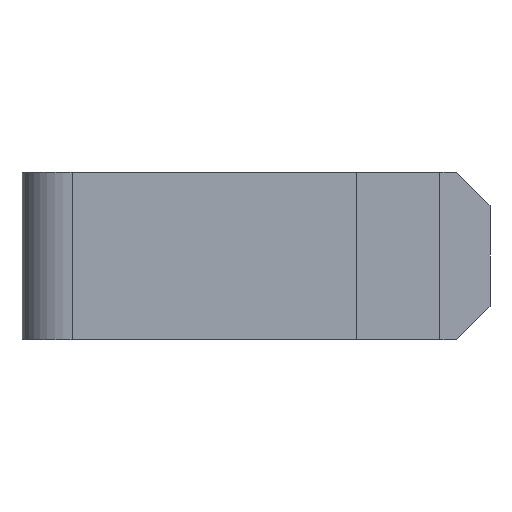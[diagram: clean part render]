
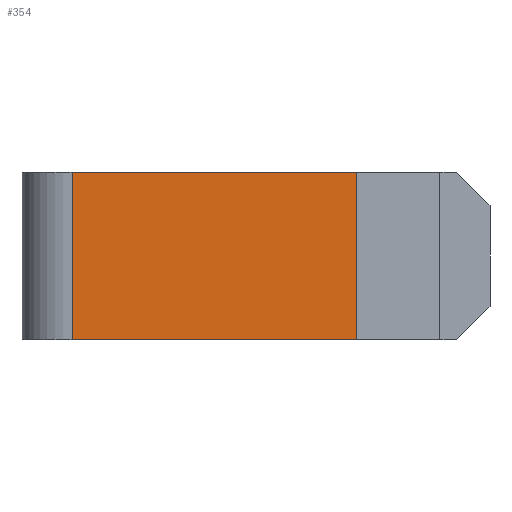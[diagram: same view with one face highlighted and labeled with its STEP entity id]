
A CAD part, left-side view. The second image highlights one B-rep face of the part: STEP entity #354.
In plain terms, the highlighted planar face has unit normal (-1, 0, 0).
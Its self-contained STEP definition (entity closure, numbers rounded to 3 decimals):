
#30 = PLANE ( 'NONE',  #401 ) ;
#45 = DIRECTION ( 'NONE',  ( 0., 0., -1. ) ) ;
#72 = VECTOR ( 'NONE', #856, 1000. ) ;
#81 = CARTESIAN_POINT ( 'NONE',  ( -12., 8., 5. ) ) ;
#95 = LINE ( 'NONE', #468, #888 ) ;
#150 = ORIENTED_EDGE ( 'NONE', *, *, #528, .T. ) ;
#213 = CARTESIAN_POINT ( 'NONE',  ( -12., 25., -5. ) ) ;
#243 = DIRECTION ( 'NONE',  ( 1., 0., 0. ) ) ;
#269 = VERTEX_POINT ( 'NONE', #840 ) ;
#295 = DIRECTION ( 'NONE',  ( 0., -1., 0. ) ) ;
#313 = CARTESIAN_POINT ( 'NONE',  ( -12., 8., 5. ) ) ;
#326 = CARTESIAN_POINT ( 'NONE',  ( -12., 25., 5. ) ) ;
#354 = ADVANCED_FACE ( 'NONE', ( #618 ), #30, .F. ) ;
#361 = LINE ( 'NONE', #313, #72 ) ;
#371 = EDGE_CURVE ( 'NONE', #488, #554, #522, .T. ) ;
#388 = DIRECTION ( 'NONE',  ( 0., -1., 0. ) ) ;
#401 = AXIS2_PLACEMENT_3D ( 'NONE', #783, #243, #785 ) ;
#407 = ORIENTED_EDGE ( 'NONE', *, *, #737, .F. ) ;
#468 = CARTESIAN_POINT ( 'NONE',  ( -12., 8., -5. ) ) ;
#473 = EDGE_LOOP ( 'NONE', ( #407, #474, #150, #804 ) ) ;
#474 = ORIENTED_EDGE ( 'NONE', *, *, #371, .T. ) ;
#488 = VERTEX_POINT ( 'NONE', #326 ) ;
#492 = CARTESIAN_POINT ( 'NONE',  ( -12., 8., 5. ) ) ;
#522 = LINE ( 'NONE', #646, #663 ) ;
#528 = EDGE_CURVE ( 'NONE', #554, #269, #95, .T. ) ;
#540 = EDGE_CURVE ( 'NONE', #628, #269, #361, .T. ) ;
#554 = VERTEX_POINT ( 'NONE', #213 ) ;
#618 = FACE_OUTER_BOUND ( 'NONE', #473, .T. ) ;
#628 = VERTEX_POINT ( 'NONE', #81 ) ;
#646 = CARTESIAN_POINT ( 'NONE',  ( -12., 25., 5. ) ) ;
#663 = VECTOR ( 'NONE', #45, 1000. ) ;
#737 = EDGE_CURVE ( 'NONE', #488, #628, #812, .T. ) ;
#783 = CARTESIAN_POINT ( 'NONE',  ( -12., 8., 5. ) ) ;
#785 = DIRECTION ( 'NONE',  ( 0., 1., 0. ) ) ;
#804 = ORIENTED_EDGE ( 'NONE', *, *, #540, .F. ) ;
#812 = LINE ( 'NONE', #492, #818 ) ;
#818 = VECTOR ( 'NONE', #295, 1000. ) ;
#840 = CARTESIAN_POINT ( 'NONE',  ( -12., 8., -5. ) ) ;
#856 = DIRECTION ( 'NONE',  ( 0., 0., -1. ) ) ;
#888 = VECTOR ( 'NONE', #388, 1000. ) ;
